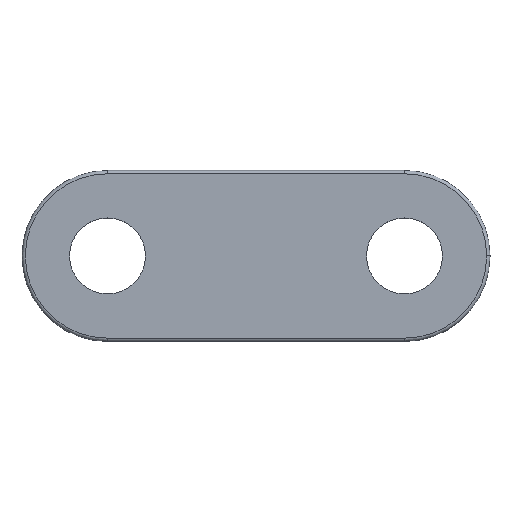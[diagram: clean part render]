
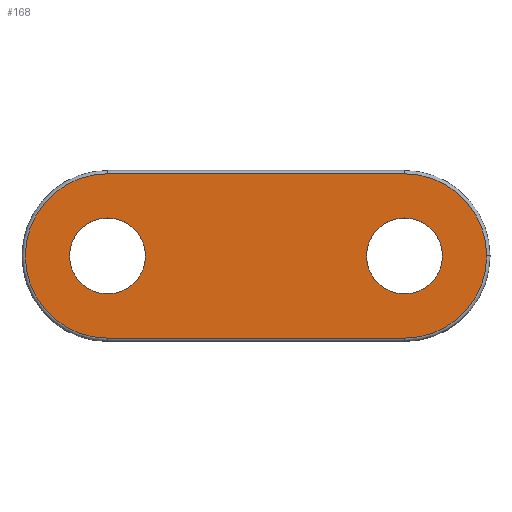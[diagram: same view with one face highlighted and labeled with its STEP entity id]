
A CAD part, top view. The second image highlights one B-rep face of the part: STEP entity #168.
In plain terms, the highlighted planar face has unit normal (0, 0, 1).
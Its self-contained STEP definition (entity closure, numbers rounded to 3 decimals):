
#5 = PLANE ( 'NONE',  #675 ) ;
#10 = EDGE_CURVE ( 'NONE', #693, #108, #89, .T. ) ;
#13 = CARTESIAN_POINT ( 'NONE',  ( 574.5, 0., 40. ) ) ;
#16 = CARTESIAN_POINT ( 'NONE',  ( 450., 0., 40. ) ) ;
#17 = CARTESIAN_POINT ( 'NONE',  ( 392.5, 0., 40. ) ) ;
#22 = DIRECTION ( 'NONE',  ( 1., 0., 0. ) ) ;
#40 = CARTESIAN_POINT ( 'NONE',  ( 450., 124.5, 40. ) ) ;
#41 = CIRCLE ( 'NONE', #143, 124.5 ) ;
#46 = DIRECTION ( 'NONE',  ( 1., 0., 0. ) ) ;
#58 = EDGE_CURVE ( 'NONE', #388, #171, #563, .T. ) ;
#78 = VERTEX_POINT ( 'NONE', #40 ) ;
#85 = AXIS2_PLACEMENT_3D ( 'NONE', #581, #531, #46 ) ;
#86 = ORIENTED_EDGE ( 'NONE', *, *, #687, .T. ) ;
#89 = LINE ( 'NONE', #640, #479 ) ;
#96 = LINE ( 'NONE', #592, #163 ) ;
#103 = ORIENTED_EDGE ( 'NONE', *, *, #637, .T. ) ;
#108 = VERTEX_POINT ( 'NONE', #587 ) ;
#111 = FACE_BOUND ( 'NONE', #505, .T. ) ;
#113 = DIRECTION ( 'NONE',  ( 0., 0., 1. ) ) ;
#114 = EDGE_CURVE ( 'NONE', #305, #392, #526, .T. ) ;
#115 = DIRECTION ( 'NONE',  ( 1., 0., 0. ) ) ;
#124 = ORIENTED_EDGE ( 'NONE', *, *, #159, .F. ) ;
#131 = CARTESIAN_POINT ( 'NONE',  ( 507.5, 0., 40. ) ) ;
#143 = AXIS2_PLACEMENT_3D ( 'NONE', #285, #186, #341 ) ;
#159 = EDGE_CURVE ( 'NONE', #392, #305, #263, .T. ) ;
#163 = VECTOR ( 'NONE', #315, 1000. ) ;
#166 = FACE_BOUND ( 'NONE', #358, .T. ) ;
#168 = ADVANCED_FACE ( 'NONE', ( #224, #166, #111 ), #5, .T. ) ;
#169 = CARTESIAN_POINT ( 'NONE',  ( 0., 0., 40. ) ) ;
#171 = VERTEX_POINT ( 'NONE', #391 ) ;
#178 = CIRCLE ( 'NONE', #577, 124.5 ) ;
#186 = DIRECTION ( 'NONE',  ( 0., 0., 1. ) ) ;
#193 = VERTEX_POINT ( 'NONE', #282 ) ;
#206 = AXIS2_PLACEMENT_3D ( 'NONE', #279, #432, #115 ) ;
#215 = CARTESIAN_POINT ( 'NONE',  ( 0., 0., 40. ) ) ;
#224 = FACE_OUTER_BOUND ( 'NONE', #398, .T. ) ;
#229 = CIRCLE ( 'NONE', #230, 124.5 ) ;
#230 = AXIS2_PLACEMENT_3D ( 'NONE', #16, #442, #506 ) ;
#246 = ORIENTED_EDGE ( 'NONE', *, *, #10, .T. ) ;
#253 = CIRCLE ( 'NONE', #584, 57.5 ) ;
#262 = CARTESIAN_POINT ( 'NONE',  ( 450., 0., 40. ) ) ;
#263 = CIRCLE ( 'NONE', #206, 57.5 ) ;
#270 = CARTESIAN_POINT ( 'NONE',  ( 0., 0., 40. ) ) ;
#279 = CARTESIAN_POINT ( 'NONE',  ( 450., 0., 40. ) ) ;
#282 = CARTESIAN_POINT ( 'NONE',  ( 0., 124.5, 40. ) ) ;
#285 = CARTESIAN_POINT ( 'NONE',  ( 450., 0., 40. ) ) ;
#305 = VERTEX_POINT ( 'NONE', #17 ) ;
#315 = DIRECTION ( 'NONE',  ( -1., 0., 0. ) ) ;
#316 = EDGE_CURVE ( 'NONE', #657, #78, #41, .T. ) ;
#317 = ORIENTED_EDGE ( 'NONE', *, *, #58, .F. ) ;
#318 = DIRECTION ( 'NONE',  ( 0., 0., 1. ) ) ;
#323 = AXIS2_PLACEMENT_3D ( 'NONE', #262, #481, #412 ) ;
#341 = DIRECTION ( 'NONE',  ( 1., 0., 0. ) ) ;
#358 = EDGE_LOOP ( 'NONE', ( #317, #376 ) ) ;
#367 = DIRECTION ( 'NONE',  ( 1., 0., 0. ) ) ;
#376 = ORIENTED_EDGE ( 'NONE', *, *, #459, .F. ) ;
#379 = DIRECTION ( 'NONE',  ( 1., 0., 0. ) ) ;
#388 = VERTEX_POINT ( 'NONE', #664 ) ;
#391 = CARTESIAN_POINT ( 'NONE',  ( 57.5, 0., 40. ) ) ;
#392 = VERTEX_POINT ( 'NONE', #131 ) ;
#398 = EDGE_LOOP ( 'NONE', ( #246, #86, #464, #482, #103 ) ) ;
#412 = DIRECTION ( 'NONE',  ( 1., 0., 0. ) ) ;
#432 = DIRECTION ( 'NONE',  ( 0., 0., 1. ) ) ;
#442 = DIRECTION ( 'NONE',  ( 0., 0., 1. ) ) ;
#459 = EDGE_CURVE ( 'NONE', #171, #388, #253, .T. ) ;
#464 = ORIENTED_EDGE ( 'NONE', *, *, #316, .T. ) ;
#479 = VECTOR ( 'NONE', #367, 1000. ) ;
#481 = DIRECTION ( 'NONE',  ( 0., 0., 1. ) ) ;
#482 = ORIENTED_EDGE ( 'NONE', *, *, #549, .T. ) ;
#505 = EDGE_LOOP ( 'NONE', ( #544, #124 ) ) ;
#506 = DIRECTION ( 'NONE',  ( 1., 0., 0. ) ) ;
#526 = CIRCLE ( 'NONE', #323, 57.5 ) ;
#531 = DIRECTION ( 'NONE',  ( 0., 0., 1. ) ) ;
#542 = DIRECTION ( 'NONE',  ( 0., 0., 1. ) ) ;
#544 = ORIENTED_EDGE ( 'NONE', *, *, #114, .F. ) ;
#549 = EDGE_CURVE ( 'NONE', #78, #193, #96, .T. ) ;
#558 = CARTESIAN_POINT ( 'NONE',  ( 0., -124.5, 40. ) ) ;
#563 = CIRCLE ( 'NONE', #85, 57.5 ) ;
#577 = AXIS2_PLACEMENT_3D ( 'NONE', #169, #113, #22 ) ;
#581 = CARTESIAN_POINT ( 'NONE',  ( 0., 0., 40. ) ) ;
#584 = AXIS2_PLACEMENT_3D ( 'NONE', #270, #318, #589 ) ;
#587 = CARTESIAN_POINT ( 'NONE',  ( 450., -124.5, 40. ) ) ;
#589 = DIRECTION ( 'NONE',  ( 1., 0., 0. ) ) ;
#592 = CARTESIAN_POINT ( 'NONE',  ( 0., 124.5, 40. ) ) ;
#637 = EDGE_CURVE ( 'NONE', #193, #693, #178, .T. ) ;
#640 = CARTESIAN_POINT ( 'NONE',  ( 450., -124.5, 40. ) ) ;
#657 = VERTEX_POINT ( 'NONE', #13 ) ;
#664 = CARTESIAN_POINT ( 'NONE',  ( -57.5, 0., 40. ) ) ;
#675 = AXIS2_PLACEMENT_3D ( 'NONE', #215, #542, #379 ) ;
#687 = EDGE_CURVE ( 'NONE', #108, #657, #229, .T. ) ;
#693 = VERTEX_POINT ( 'NONE', #558 ) ;
